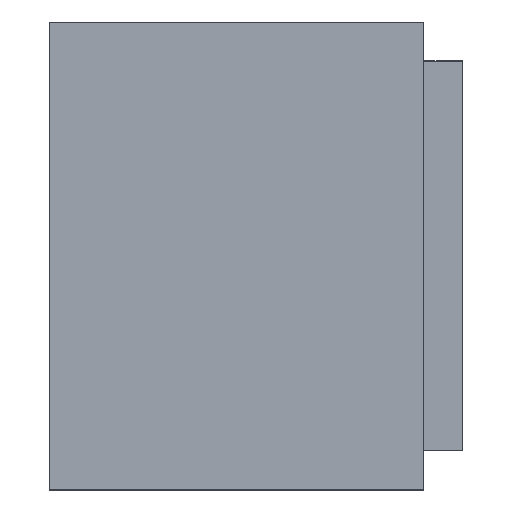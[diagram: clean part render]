
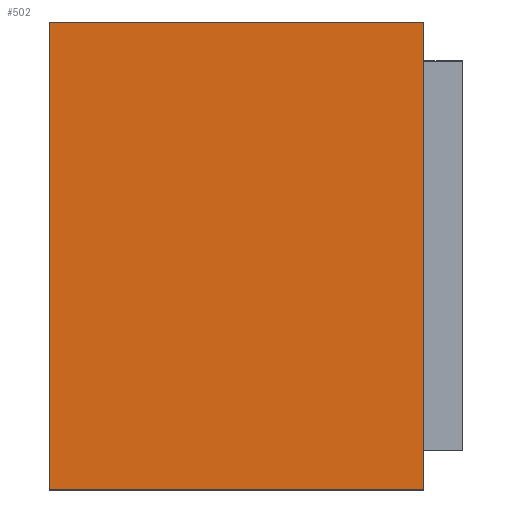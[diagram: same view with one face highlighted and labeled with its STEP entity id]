
A CAD part, left-side view. The second image highlights one B-rep face of the part: STEP entity #502.
In plain terms, the highlighted planar face has unit normal (-1, 0, 0).
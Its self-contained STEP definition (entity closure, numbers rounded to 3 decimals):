
#17 = DIRECTION ( 'NONE',  ( 0., 0., -1. ) ) ;
#44 = ORIENTED_EDGE ( 'NONE', *, *, #99, .F. ) ;
#55 = EDGE_LOOP ( 'NONE', ( #371, #176, #44, #307 ) ) ;
#57 = CARTESIAN_POINT ( 'NONE',  ( -0.5, 0., 0.3 ) ) ;
#63 = CARTESIAN_POINT ( 'NONE',  ( -0.5, 0.48, 0.3 ) ) ;
#92 = VERTEX_POINT ( 'NONE', #528 ) ;
#93 = CARTESIAN_POINT ( 'NONE',  ( -0.5, 0.48, 0.3 ) ) ;
#96 = AXIS2_PLACEMENT_3D ( 'NONE', #63, #549, #17 ) ;
#99 = EDGE_CURVE ( 'NONE', #429, #259, #357, .T. ) ;
#106 = DIRECTION ( 'NONE',  ( 0., 0., 1. ) ) ;
#109 = DIRECTION ( 'NONE',  ( 0., -1., 0. ) ) ;
#132 = LINE ( 'NONE', #57, #454 ) ;
#176 = ORIENTED_EDGE ( 'NONE', *, *, #490, .F. ) ;
#183 = CARTESIAN_POINT ( 'NONE',  ( -0.5, 0.48, -0.3 ) ) ;
#244 = CARTESIAN_POINT ( 'NONE',  ( -0.5, 0.48, 0.3 ) ) ;
#251 = LINE ( 'NONE', #370, #401 ) ;
#257 = CARTESIAN_POINT ( 'NONE',  ( -0.5, 0., -0.3 ) ) ;
#259 = VERTEX_POINT ( 'NONE', #244 ) ;
#268 = LINE ( 'NONE', #524, #497 ) ;
#280 = PLANE ( 'NONE',  #96 ) ;
#307 = ORIENTED_EDGE ( 'NONE', *, *, #339, .T. ) ;
#339 = EDGE_CURVE ( 'NONE', #429, #459, #268, .T. ) ;
#357 = LINE ( 'NONE', #93, #530 ) ;
#368 = FACE_OUTER_BOUND ( 'NONE', #55, .T. ) ;
#370 = CARTESIAN_POINT ( 'NONE',  ( -0.5, 0.48, 0.3 ) ) ;
#371 = ORIENTED_EDGE ( 'NONE', *, *, #548, .T. ) ;
#392 = DIRECTION ( 'NONE',  ( 0., -1., 0. ) ) ;
#401 = VECTOR ( 'NONE', #109, 1000. ) ;
#429 = VERTEX_POINT ( 'NONE', #183 ) ;
#454 = VECTOR ( 'NONE', #106, 1000. ) ;
#459 = VERTEX_POINT ( 'NONE', #257 ) ;
#490 = EDGE_CURVE ( 'NONE', #259, #92, #251, .T. ) ;
#497 = VECTOR ( 'NONE', #392, 1000. ) ;
#502 = ADVANCED_FACE ( 'NONE', ( #368 ), #280, .F. ) ;
#524 = CARTESIAN_POINT ( 'NONE',  ( -0.5, 0.48, -0.3 ) ) ;
#528 = CARTESIAN_POINT ( 'NONE',  ( -0.5, 0., 0.3 ) ) ;
#530 = VECTOR ( 'NONE', #533, 1000. ) ;
#533 = DIRECTION ( 'NONE',  ( 0., 0., 1. ) ) ;
#548 = EDGE_CURVE ( 'NONE', #459, #92, #132, .T. ) ;
#549 = DIRECTION ( 'NONE',  ( 1., 0., 0. ) ) ;
